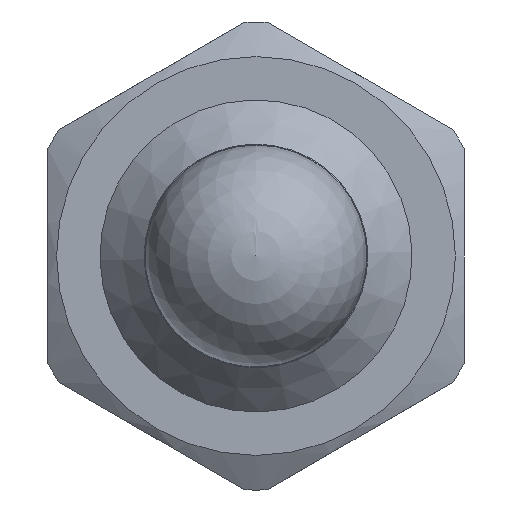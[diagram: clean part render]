
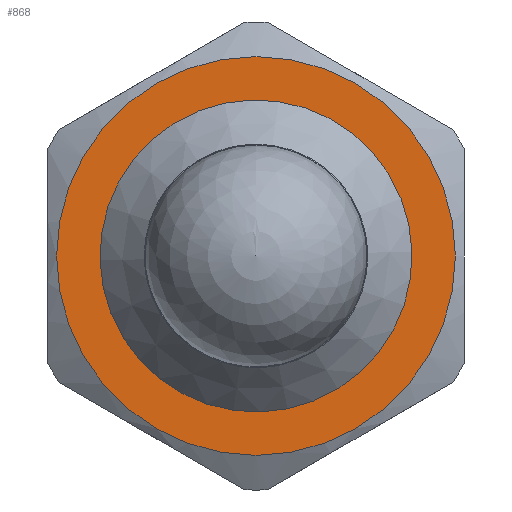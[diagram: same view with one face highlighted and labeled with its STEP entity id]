
A CAD part, front view. The second image highlights one B-rep face of the part: STEP entity #868.
In plain terms, the highlighted planar face has unit normal (0, -1, 0).
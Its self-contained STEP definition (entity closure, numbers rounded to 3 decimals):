
#34=FACE_BOUND('',#242,.T.);
#43=PLANE('',#985);
#184=FACE_OUTER_BOUND('',#241,.T.);
#241=EDGE_LOOP('',(#665));
#242=EDGE_LOOP('',(#666));
#275=CIRCLE('',#918,9.);
#318=CIRCLE('',#986,11.5);
#345=VERTEX_POINT('',#1323);
#387=VERTEX_POINT('',#1450);
#428=EDGE_CURVE('',#345,#345,#275,.T.);
#488=EDGE_CURVE('',#387,#387,#318,.T.);
#665=ORIENTED_EDGE('',*,*,#488,.F.);
#666=ORIENTED_EDGE('',*,*,#428,.F.);
#868=ADVANCED_FACE('',(#184,#34),#43,.T.);
#918=AXIS2_PLACEMENT_3D('',#1324,#1046,#1047);
#985=AXIS2_PLACEMENT_3D('',#1449,#1197,#1198);
#986=AXIS2_PLACEMENT_3D('',#1451,#1199,#1200);
#1046=DIRECTION('center_axis',(0.,-1.,0.));
#1047=DIRECTION('ref_axis',(1.,0.,0.));
#1197=DIRECTION('center_axis',(0.,-1.,0.));
#1198=DIRECTION('ref_axis',(0.,0.,-1.));
#1199=DIRECTION('center_axis',(0.,1.,0.));
#1200=DIRECTION('ref_axis',(-1.,0.,0.));
#1323=CARTESIAN_POINT('',(8.542,7.,-2.833));
#1324=CARTESIAN_POINT('Origin',(0.,7.,
0.));
#1449=CARTESIAN_POINT('Origin',(9.,7.,0.));
#1450=CARTESIAN_POINT('',(11.5,7.,0.));
#1451=CARTESIAN_POINT('Origin',(0.,7.,
0.));
